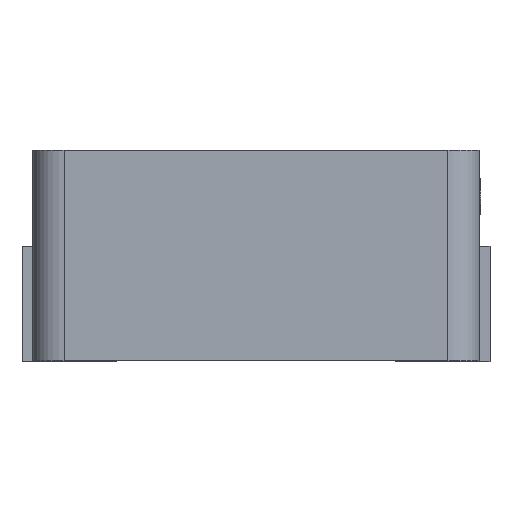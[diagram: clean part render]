
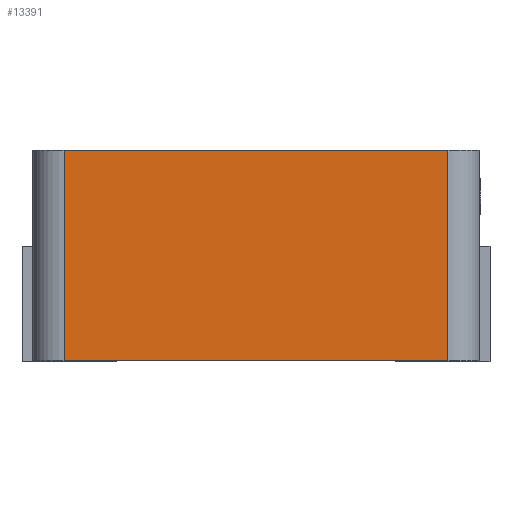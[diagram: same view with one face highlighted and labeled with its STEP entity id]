
A CAD part, front view. The second image highlights one B-rep face of the part: STEP entity #13391.
In plain terms, the highlighted planar face has unit normal (0, -1, 0).
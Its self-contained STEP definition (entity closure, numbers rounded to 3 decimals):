
#1611 = VECTOR ( 'NONE', #17869, 1000. ) ;
#1644 = CARTESIAN_POINT ( 'NONE',  ( -1.825, -2.025, 2. ) ) ;
#1703 = EDGE_CURVE ( 'NONE', #16330, #2569, #12801, .T. ) ;
#1930 = FACE_OUTER_BOUND ( 'NONE', #10334, .T. ) ;
#2569 = VERTEX_POINT ( 'NONE', #9997 ) ;
#3748 = CARTESIAN_POINT ( 'NONE',  ( -2.125, -2.025, 2. ) ) ;
#4194 = DIRECTION ( 'NONE',  ( 0., 0., 1. ) ) ;
#4588 = LINE ( 'NONE', #15000, #9871 ) ;
#5181 = ORIENTED_EDGE ( 'NONE', *, *, #13487, .F. ) ;
#5282 = DIRECTION ( 'NONE',  ( 1., 0., 0. ) ) ;
#5458 = ORIENTED_EDGE ( 'NONE', *, *, #1703, .T. ) ;
#5515 = DIRECTION ( 'NONE',  ( 0., 0., 1. ) ) ;
#7181 = LINE ( 'NONE', #13038, #7419 ) ;
#7263 = VECTOR ( 'NONE', #5515, 1000. ) ;
#7419 = VECTOR ( 'NONE', #5282, 1000. ) ;
#9866 = DIRECTION ( 'NONE',  ( 0., 1., 0. ) ) ;
#9871 = VECTOR ( 'NONE', #14619, 1000. ) ;
#9997 = CARTESIAN_POINT ( 'NONE',  ( 1.825, -2.025, 2. ) ) ;
#10334 = EDGE_LOOP ( 'NONE', ( #5181, #10547, #17332, #5458 ) ) ;
#10547 = ORIENTED_EDGE ( 'NONE', *, *, #13248, .T. ) ;
#10806 = AXIS2_PLACEMENT_3D ( 'NONE', #3748, #9866, #4194 ) ;
#11571 = VERTEX_POINT ( 'NONE', #15997 ) ;
#11979 = LINE ( 'NONE', #17972, #1611 ) ;
#12096 = CARTESIAN_POINT ( 'NONE',  ( 1.825, -2.025, 0. ) ) ;
#12801 = LINE ( 'NONE', #18676, #7263 ) ;
#13038 = CARTESIAN_POINT ( 'NONE',  ( -2.125, -2.025, 2. ) ) ;
#13248 = EDGE_CURVE ( 'NONE', #13266, #11571, #4588, .T. ) ;
#13266 = VERTEX_POINT ( 'NONE', #1644 ) ;
#13391 = ADVANCED_FACE ( 'NONE', ( #1930 ), #18272, .F. ) ;
#13487 = EDGE_CURVE ( 'NONE', #13266, #2569, #7181, .T. ) ;
#14619 = DIRECTION ( 'NONE',  ( 0., 0., -1. ) ) ;
#15000 = CARTESIAN_POINT ( 'NONE',  ( -1.825, -2.025, 2. ) ) ;
#15997 = CARTESIAN_POINT ( 'NONE',  ( -1.825, -2.025, 0. ) ) ;
#16330 = VERTEX_POINT ( 'NONE', #12096 ) ;
#17293 = EDGE_CURVE ( 'NONE', #11571, #16330, #11979, .T. ) ;
#17332 = ORIENTED_EDGE ( 'NONE', *, *, #17293, .T. ) ;
#17869 = DIRECTION ( 'NONE',  ( 1., 0., 0. ) ) ;
#17972 = CARTESIAN_POINT ( 'NONE',  ( -2.125, -2.025, 0. ) ) ;
#18272 = PLANE ( 'NONE',  #10806 ) ;
#18676 = CARTESIAN_POINT ( 'NONE',  ( 1.825, -2.025, 2. ) ) ;
